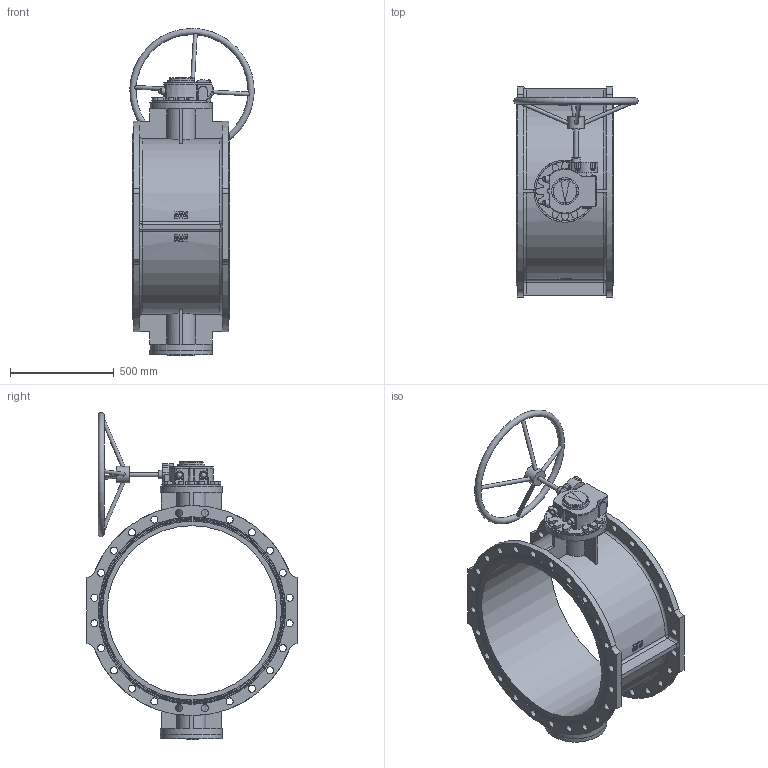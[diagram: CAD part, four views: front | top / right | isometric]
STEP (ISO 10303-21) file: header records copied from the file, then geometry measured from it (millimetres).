
FILE_DESCRIPTION (( 'STEP AP203' ), '1' );
FILE_NAME ('O_756_1_DN800_0XX00_AA0_step.step', '2016-03-04T12:04:19', ( 'Windows User' ), ( 'AVK' ), 'SwSTEP 2.0', 'SolidWorks 2012', '' );
FILE_SCHEMA (( 'CONFIG_CONTROL_DESIGN' ));
Length unit declared in the file: millimetre
Products named in the file (1): O_756_1_DN800_0XX00_AA0_step
Bounding box: 599.73 x 1015 x 1578.4 mm (x, y, z)
Volume: 52556196 mm3; surface area: 4728179.1 mm2
Topology: 1 solids, 1 shells, 745 faces, 2116 edges, 1402 vertices
Faces by surface type: plane 246, bspline 241, cylinder 203, cone 25, torus 20, sphere 10
Full cylindrical faces by diameter (mm): 18 x4, 20 x1, 30 x2, 34 x48, 80 x1, 116 x1, 300 x3, 819 x1, 901 x2
Entity records: 31050 total; most frequent: CARTESIAN_POINT 14269, ORIENTED_EDGE 3926, DIRECTION 2542, EDGE_CURVE 1963, VERTEX_POINT 1344, EDGE_LOOP 973, AXIS2_PLACEMENT_3D 966, B_SPLINE_CURVE_WITH_KNOTS 861
